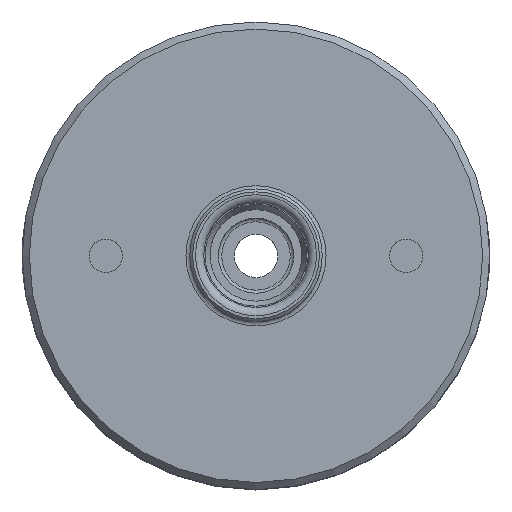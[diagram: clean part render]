
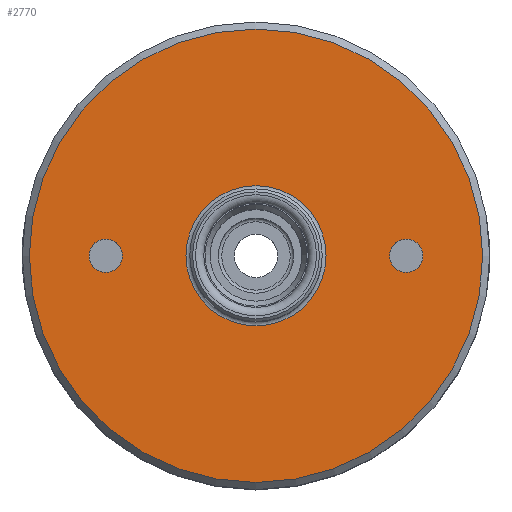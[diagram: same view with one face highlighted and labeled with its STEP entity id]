
A CAD part, top view. The second image highlights one B-rep face of the part: STEP entity #2770.
In plain terms, the highlighted planar face has unit normal (0, 0, 1).
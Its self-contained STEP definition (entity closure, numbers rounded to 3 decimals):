
#58=PLANE('',#2988);
#263=ORIENTED_EDGE('',*,*,#541,.F.);
#264=ORIENTED_EDGE('',*,*,#549,.F.);
#265=ORIENTED_EDGE('',*,*,#530,.T.);
#266=ORIENTED_EDGE('',*,*,#529,.T.);
#529=EDGE_CURVE('',#704,#704,#864,.T.);
#530=EDGE_CURVE('',#705,#705,#865,.T.);
#541=EDGE_CURVE('',#716,#716,#876,.T.);
#549=EDGE_CURVE('',#724,#724,#884,.T.);
#704=VERTEX_POINT('',#3927);
#705=VERTEX_POINT('',#3930);
#716=VERTEX_POINT('',#3962);
#724=VERTEX_POINT('',#3986);
#864=CIRCLE('',#2950,2.);
#865=CIRCLE('',#2952,2.);
#876=CIRCLE('',#2973,8.39);
#884=CIRCLE('',#2989,27.15);
#1085=EDGE_LOOP('',(#263));
#1086=EDGE_LOOP('',(#264));
#1087=EDGE_LOOP('',(#265));
#1088=EDGE_LOOP('',(#266));
#1400=FACE_BOUND('',#1085,.T.);
#1401=FACE_BOUND('',#1086,.T.);
#1402=FACE_BOUND('',#1087,.T.);
#1403=FACE_BOUND('',#1088,.T.);
#2770=ADVANCED_FACE('',(#1400,#1401,#1402,#1403),#58,.F.);
#2950=AXIS2_PLACEMENT_3D('',#3926,#3326,#3327);
#2952=AXIS2_PLACEMENT_3D('',#3929,#3330,#3331);
#2973=AXIS2_PLACEMENT_3D('',#3961,#3372,#3373);
#2988=AXIS2_PLACEMENT_3D('',#3984,#3402,#3403);
#2989=AXIS2_PLACEMENT_3D('',#3985,#3404,#3405);
#3326=DIRECTION('',(0.,0.,-1.));
#3327=DIRECTION('',(-1.,0.,0.));
#3330=DIRECTION('',(0.,0.,-1.));
#3331=DIRECTION('',(-1.,0.,0.));
#3372=DIRECTION('',(0.,0.,1.));
#3373=DIRECTION('',(1.,0.,0.));
#3402=DIRECTION('',(0.,0.,-1.));
#3403=DIRECTION('',(-1.,0.,0.));
#3404=DIRECTION('',(0.,0.,-1.));
#3405=DIRECTION('',(-1.,0.,0.));
#3926=CARTESIAN_POINT('',(18.,0.,25.5));
#3927=CARTESIAN_POINT('',(16.,0.,25.5));
#3929=CARTESIAN_POINT('',(-18.,0.,25.5));
#3930=CARTESIAN_POINT('',(-20.,0.,25.5));
#3961=CARTESIAN_POINT('',(0.,0.,25.5));
#3962=CARTESIAN_POINT('',(8.39,0.,25.5));
#3984=CARTESIAN_POINT('',(28.15,0.,25.5));
#3985=CARTESIAN_POINT('',(0.,0.,25.5));
#3986=CARTESIAN_POINT('',(-27.15,0.,25.5));
